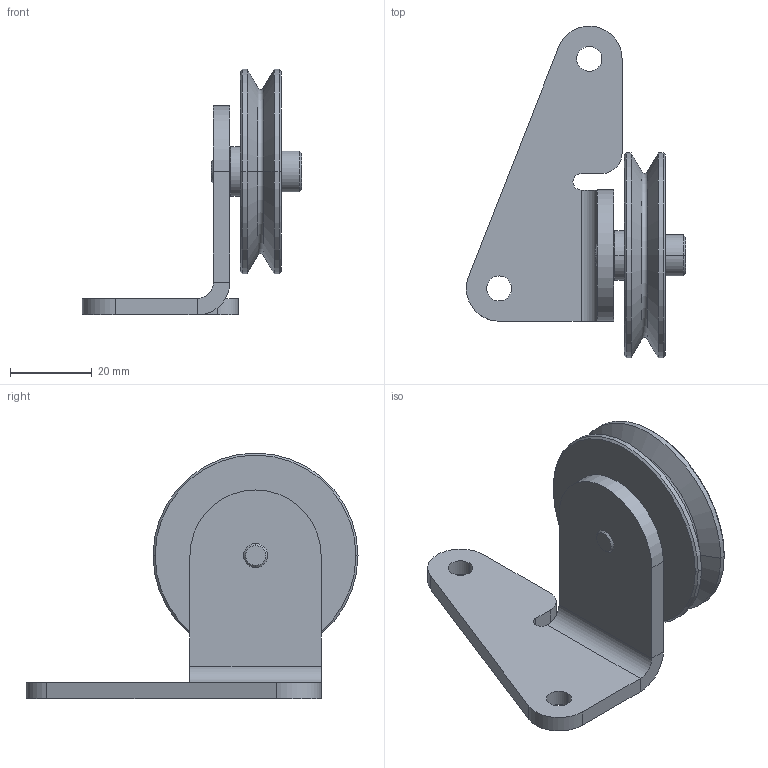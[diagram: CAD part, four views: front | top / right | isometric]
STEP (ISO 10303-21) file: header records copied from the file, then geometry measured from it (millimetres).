
FILE_DESCRIPTION((''),'2;1');
FILE_NAME('CAD-6774','2019-11-05T08:04:33',('creinig-se'),(''),'CREO PARAMETRIC BY PTC INC, 2018420','CREO PARAMETRIC BY PTC INC, 2018420','');
FILE_SCHEMA(('CONFIG_CONTROL_DESIGN','SHAPE_APPEARANCE_LAYERS_GROUPS'));
Length unit declared in the file: millimetre
Products named in the file (1): CAD-6774
Bounding box: 53.49 x 81 x 60 mm (x, y, z)
Volume: 28864.3 mm3; surface area: 14366.5 mm2
Topology: 1 solids, 3 shells, 140 faces, 379 edges, 242 vertices
Faces by surface type: cylinder 58, plane 50, cone 18, torus 14
Entity records: 6136 total; most frequent: DIRECTION 879, CARTESIAN_POINT 793, ORIENTED_EDGE 758, PRESENTATION_STYLE_ASSIGNMENT 411, STYLED_ITEM 381, CURVE_STYLE 380, EDGE_CURVE 379, AXIS2_PLACEMENT_3D 365
